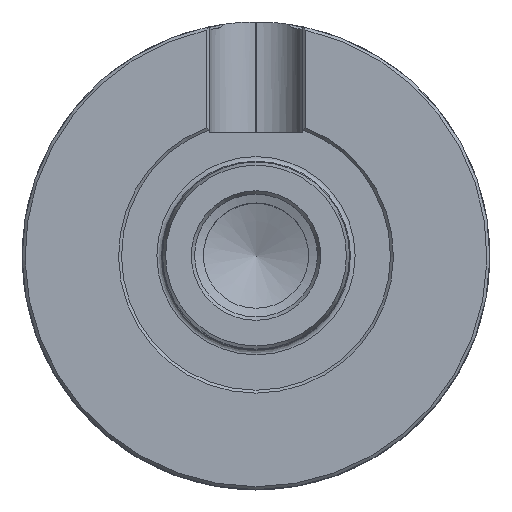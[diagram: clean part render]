
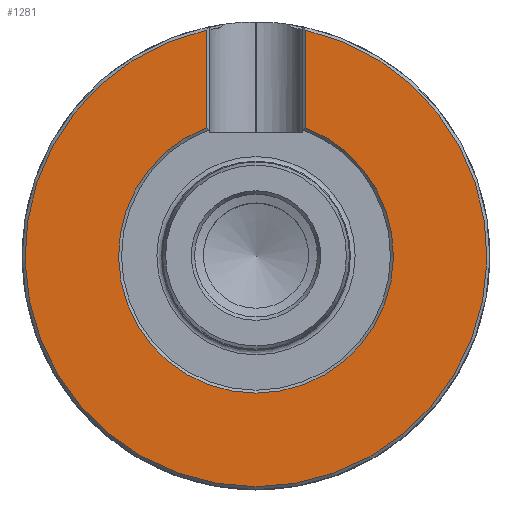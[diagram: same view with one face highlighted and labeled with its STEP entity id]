
A CAD part, top view. The second image highlights one B-rep face of the part: STEP entity #1281.
In plain terms, the highlighted face is planar.
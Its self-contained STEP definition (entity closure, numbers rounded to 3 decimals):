
#784=CIRCLE('',#7939,39.5);
#785=CIRCLE('',#7941,23.5);
#1281=ADVANCED_FACE('CU_VLE_LO_SU_1',(#1936),#1676,.T.);
#1676=PLANE('',#7942);
#1936=FACE_OUTER_BOUND('',#2352,.T.);
#2352=EDGE_LOOP('',(#3297,#3298,#3299,#3300));
#3297=ORIENTED_EDGE('',*,*,#5911,.F.);
#3298=ORIENTED_EDGE('',*,*,#5873,.T.);
#3299=ORIENTED_EDGE('',*,*,#5910,.T.);
#3300=ORIENTED_EDGE('',*,*,#5868,.T.);
#5086=VERTEX_POINT('',#14386);
#5087=VERTEX_POINT('',#14387);
#5090=VERTEX_POINT('',#14404);
#5091=VERTEX_POINT('',#14406);
#5868=EDGE_CURVE('',#5086,#5087,#6804,.T.);
#5873=EDGE_CURVE('',#5091,#5090,#6806,.T.);
#5910=EDGE_CURVE('',#5090,#5086,#784,.T.);
#5911=EDGE_CURVE('',#5091,#5087,#785,.T.);
#6804=LINE('',#14385,#7302);
#6806=LINE('',#14405,#7304);
#7302=VECTOR('',#9005,1.);
#7304=VECTOR('',#9009,1.);
#7939=AXIS2_PLACEMENT_3D('',#14516,#9098,#9099);
#7941=AXIS2_PLACEMENT_3D('',#14518,#9102,#9103);
#7942=AXIS2_PLACEMENT_3D('',#14519,#9104,#9105);
#9005=DIRECTION('',(0.,0.,-1.));
#9009=DIRECTION('',(0.,0.,1.));
#9098=DIRECTION('',(0.,1.,0.));
#9099=DIRECTION('',(-1.,0.,0.));
#9102=DIRECTION('',(0.,1.,0.));
#9103=DIRECTION('',(-1.,0.,0.));
#9104=DIRECTION('',(0.,1.,0.));
#9105=DIRECTION('',(-1.,0.,0.));
#14385=CARTESIAN_POINT('',(-8.511,0.,23.5));
#14386=CARTESIAN_POINT('',(-8.511,0.,38.572));
#14387=CARTESIAN_POINT('',(-8.511,0.,21.905));
#14404=CARTESIAN_POINT('',(8.511,0.,38.572));
#14405=CARTESIAN_POINT('',(8.511,0.,23.5));
#14406=CARTESIAN_POINT('',(8.511,0.,21.905));
#14516=CARTESIAN_POINT('',(0.,0.,0.));
#14518=CARTESIAN_POINT('',(0.,0.,0.));
#14519=CARTESIAN_POINT('',(0.,0.,23.5));
